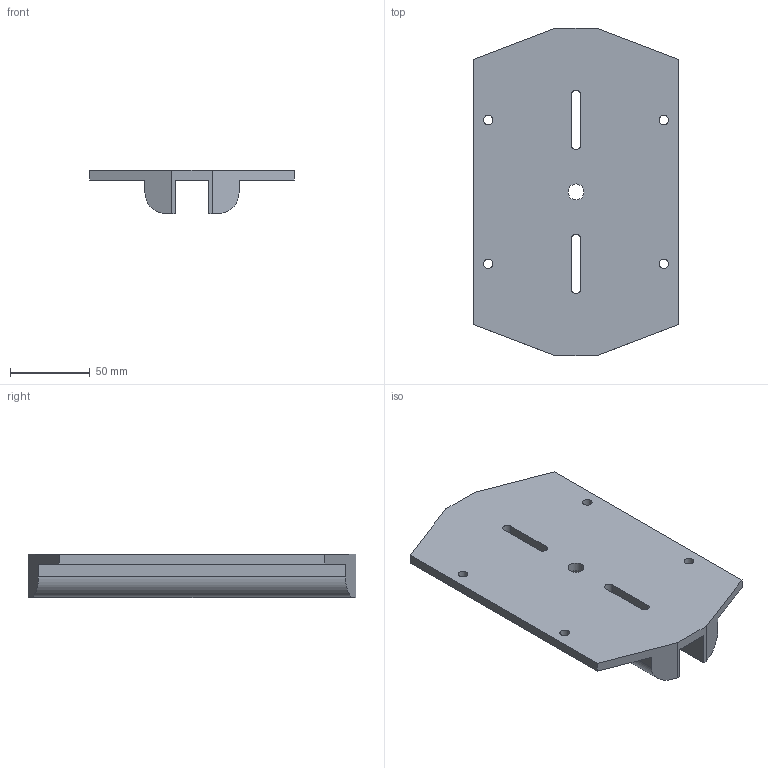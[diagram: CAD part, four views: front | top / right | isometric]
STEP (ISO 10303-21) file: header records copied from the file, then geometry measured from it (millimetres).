
FILE_DESCRIPTION(('FreeCAD Model'),'2;1');
FILE_NAME('Open CASCADE Shape Model','2025-02-18T16:42:40',(''),(''), 'Open CASCADE STEP processor 7.8','FreeCAD','Unknown');
FILE_SCHEMA(('AUTOMOTIVE_DESIGN { 1 0 10303 214 1 1 1 1 }'));
Length unit declared in the file: millimetre
Products named in the file (1): rail mount
Bounding box: 128.07 x 205.28 x 27 mm (x, y, z)
Volume: 285981.8 mm3; surface area: 68624.6 mm2
Topology: 1 solids, 1 shells, 33 faces, 93 edges, 62 vertices
Faces by surface type: plane 22, cylinder 11
Full cylindrical faces by diameter (mm): 6 x4, 10 x1
Entity records: 1121 total; most frequent: CARTESIAN_POINT 189, ORIENTED_EDGE 186, DIRECTION 183, EDGE_CURVE 93, LINE 71, VECTOR 71, VERTEX_POINT 62, AXIS2_PLACEMENT_3D 56
